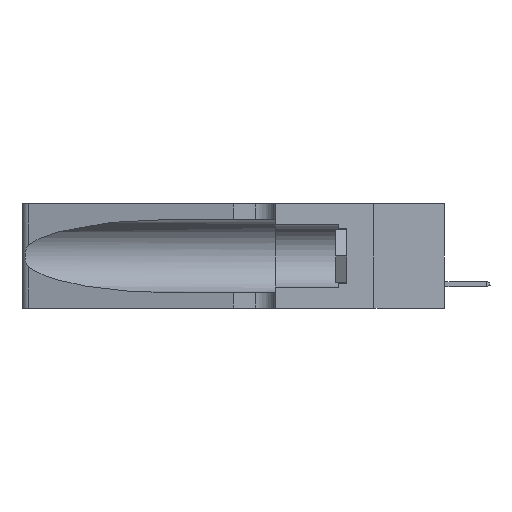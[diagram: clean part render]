
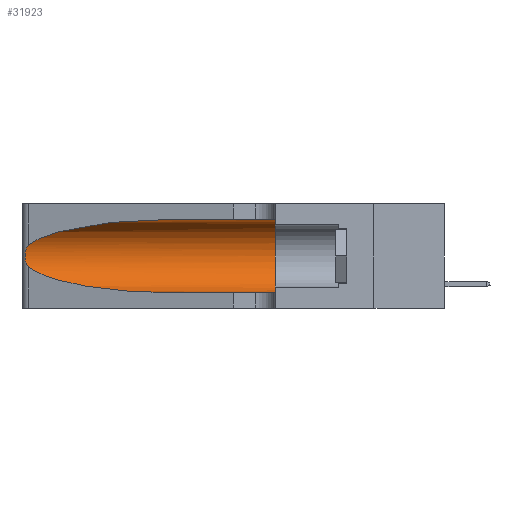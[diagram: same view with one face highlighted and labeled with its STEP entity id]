
A CAD part, left-side view. The second image highlights one B-rep face of the part: STEP entity #31923.
In plain terms, the highlighted cylindrical face has radius 3.308 mm (diameter 6.617 mm), a partial arc.
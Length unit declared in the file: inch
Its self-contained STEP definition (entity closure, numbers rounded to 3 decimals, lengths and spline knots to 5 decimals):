
#144 = EDGE_CURVE ( 'NONE', #20831, #15253, #42670, .T. ) ;
#790 = EDGE_CURVE ( 'NONE', #24451, #39975, #41640, .T. ) ;
#1639 = DIRECTION ( 'NONE',  ( 0., -1., 0. ) ) ;
#2670 =( BOUNDED_CURVE ( )  B_SPLINE_CURVE ( 3, ( #27692, #31062, #36412, #20141 ),
 .UNSPECIFIED., .F., .F. ) 
 B_SPLINE_CURVE_WITH_KNOTS ( ( 4, 4 ),
 ( 3.44316, 4.71239 ),
 .UNSPECIFIED. ) 
 CURVE ( )  GEOMETRIC_REPRESENTATION_ITEM ( )  RATIONAL_B_SPLINE_CURVE ( ( 1., 0.87, 0.87, 1. ) ) 
 REPRESENTATION_ITEM ( '' )  );
#2730 = ORIENTED_EDGE ( 'NONE', *, *, #11663, .T. ) ;
#2965 = CARTESIAN_POINT ( 'NONE',  ( 0.25487, 1.22718, 0.14631 ) ) ;
#3446 = CARTESIAN_POINT ( 'NONE',  ( 0.25487, 1.22718, 0.14631 ) ) ;
#4846 = CARTESIAN_POINT ( 'NONE',  ( 0.1305, 1.61858, 0.31525 ) ) ;
#5201 = CARTESIAN_POINT ( 'NONE',  ( 0.1305, 0.35, 0.05475 ) ) ;
#6028 = CARTESIAN_POINT ( 'NONE',  ( 0.1305, 1.61858, 0.185 ) ) ;
#7836 = DIRECTION ( 'NONE',  ( 0., -1., 0. ) ) ;
#8145 = EDGE_LOOP ( 'NONE', ( #13210, #41017, #2730, #35070, #8686, #39719 ) ) ;
#8686 = ORIENTED_EDGE ( 'NONE', *, *, #790, .F. ) ;
#8945 = LINE ( 'NONE', #4846, #21409 ) ;
#9291 = DIRECTION ( 'NONE',  ( 0., 0., 1. ) ) ;
#11530 = CARTESIAN_POINT ( 'NONE',  ( 0.1305, 0.35, 0.185 ) ) ;
#11663 = EDGE_CURVE ( 'NONE', #15253, #16987, #2670, .T. ) ;
#12116 = CARTESIAN_POINT ( 'NONE',  ( 0.25487, 1.22718, 0.22369 ) ) ;
#13210 = ORIENTED_EDGE ( 'NONE', *, *, #17306, .T. ) ;
#14579 = VECTOR ( 'NONE', #7836, 39.37008 ) ;
#15253 = VERTEX_POINT ( 'NONE', #2965 ) ;
#15430 = EDGE_CURVE ( 'NONE', #24769, #24451, #8945, .T. ) ;
#15612 = CARTESIAN_POINT ( 'NONE',  ( 0.25555, 1.22994, 0.2215 ) ) ;
#15838 = CARTESIAN_POINT ( 'NONE',  ( 0.25487, 1.22718, 0.22369 ) ) ;
#16987 = VERTEX_POINT ( 'NONE', #21610 ) ;
#17306 = EDGE_CURVE ( 'NONE', #24769, #20831, #25324, .T. ) ;
#17315 = CARTESIAN_POINT ( 'NONE',  ( 0.1305, 0.72297, 0.31525 ) ) ;
#19923 = CARTESIAN_POINT ( 'NONE',  ( 0.25789, 1.23486, 0.15765 ) ) ;
#20141 = CARTESIAN_POINT ( 'NONE',  ( 0.1305, 0.72297, 0.05475 ) ) ;
#20831 = VERTEX_POINT ( 'NONE', #15838 ) ;
#21236 = CARTESIAN_POINT ( 'NONE',  ( 0.25487, 1.22718, 0.22369 ) ) ;
#21409 = VECTOR ( 'NONE', #1639, 39.37008 ) ;
#21610 = CARTESIAN_POINT ( 'NONE',  ( 0.1305, 0.72297, 0.05475 ) ) ;
#24451 = VERTEX_POINT ( 'NONE', #41028 ) ;
#24769 = VERTEX_POINT ( 'NONE', #30649 ) ;
#25180 = AXIS2_PLACEMENT_3D ( 'NONE', #11530, #25690, #9291 ) ;
#25324 =( BOUNDED_CURVE ( )  B_SPLINE_CURVE ( 3, ( #17315, #27317, #31289, #21236 ),
 .UNSPECIFIED., .F., .F. ) 
 B_SPLINE_CURVE_WITH_KNOTS ( ( 4, 4 ),
 ( 1.5708, 2.84003 ),
 .UNSPECIFIED. ) 
 CURVE ( )  GEOMETRIC_REPRESENTATION_ITEM ( )  RATIONAL_B_SPLINE_CURVE ( ( 1., 0.87, 0.87, 1. ) ) 
 REPRESENTATION_ITEM ( '' )  );
#25472 = LINE ( 'NONE', #31131, #14579 ) ;
#25690 = DIRECTION ( 'NONE',  ( 0., 1., 0. ) ) ;
#26050 = CARTESIAN_POINT ( 'NONE',  ( 0.26075, 1.23896, 0.178 ) ) ;
#27284 = AXIS2_PLACEMENT_3D ( 'NONE', #6028, #29466, #29332 ) ;
#27317 = CARTESIAN_POINT ( 'NONE',  ( 0.18966, 0.96281, 0.31525 ) ) ;
#27692 = CARTESIAN_POINT ( 'NONE',  ( 0.25487, 1.22718, 0.14631 ) ) ;
#29332 = DIRECTION ( 'NONE',  ( 0., 0., -1. ) ) ;
#29466 = DIRECTION ( 'NONE',  ( 0., -1., 0. ) ) ;
#30649 = CARTESIAN_POINT ( 'NONE',  ( 0.1305, 0.72297, 0.31525 ) ) ;
#31062 = CARTESIAN_POINT ( 'NONE',  ( 0.2373, 1.15595, 0.08982 ) ) ;
#31131 = CARTESIAN_POINT ( 'NONE',  ( 0.1305, 1.61858, 0.05475 ) ) ;
#31289 = CARTESIAN_POINT ( 'NONE',  ( 0.2373, 1.15595, 0.28018 ) ) ;
#31923 = ADVANCED_FACE ( 'NONE', ( #37180 ), #36152, .F. ) ;
#33169 = CARTESIAN_POINT ( 'NONE',  ( 0.25787, 1.23484, 0.2124 ) ) ;
#33874 = CARTESIAN_POINT ( 'NONE',  ( 0.25856, 1.23593, 0.16098 ) ) ;
#35070 = ORIENTED_EDGE ( 'NONE', *, *, #42400, .T. ) ;
#36152 = CYLINDRICAL_SURFACE ( 'NONE', #27284, 0.13025 ) ;
#36190 = CARTESIAN_POINT ( 'NONE',  ( 0.26018, 1.23835, 0.19895 ) ) ;
#36331 = CARTESIAN_POINT ( 'NONE',  ( 0.25854, 1.2359, 0.20912 ) ) ;
#36412 = CARTESIAN_POINT ( 'NONE',  ( 0.18966, 0.96281, 0.05475 ) ) ;
#36745 = CARTESIAN_POINT ( 'NONE',  ( 0.26017, 1.23833, 0.17102 ) ) ;
#37180 = FACE_OUTER_BOUND ( 'NONE', #8145, .T. ) ;
#39542 = CARTESIAN_POINT ( 'NONE',  ( 0.26075, 1.23896, 0.19203 ) ) ;
#39719 = ORIENTED_EDGE ( 'NONE', *, *, #15430, .F. ) ;
#39953 = CARTESIAN_POINT ( 'NONE',  ( 0.25639, 1.23186, 0.15144 ) ) ;
#39975 = VERTEX_POINT ( 'NONE', #5201 ) ;
#40240 = CARTESIAN_POINT ( 'NONE',  ( 0.25555, 1.22993, 0.14849 ) ) ;
#41017 = ORIENTED_EDGE ( 'NONE', *, *, #144, .T. ) ;
#41028 = CARTESIAN_POINT ( 'NONE',  ( 0.1305, 0.35, 0.31525 ) ) ;
#41640 = CIRCLE ( 'NONE', #25180, 0.13025 ) ;
#41764 = CARTESIAN_POINT ( 'NONE',  ( 0.25639, 1.23184, 0.21858 ) ) ;
#42400 = EDGE_CURVE ( 'NONE', #16987, #39975, #25472, .T. ) ;
#42670 = B_SPLINE_CURVE_WITH_KNOTS ( 'NONE', 3,
 ( #12116, #15612, #41764, #33169, #36331, #36190, #39542, #26050, #36745, #33874, #19923, #39953, #40240, #3446 ),
 .UNSPECIFIED., .F., .F.,
 ( 4, 2, 2, 2, 2, 2, 4 ),
 ( 0., 0.00027, 0.00053, 0.00107, 0.0016, 0.00187, 0.00214 ),
 .UNSPECIFIED. ) ;
